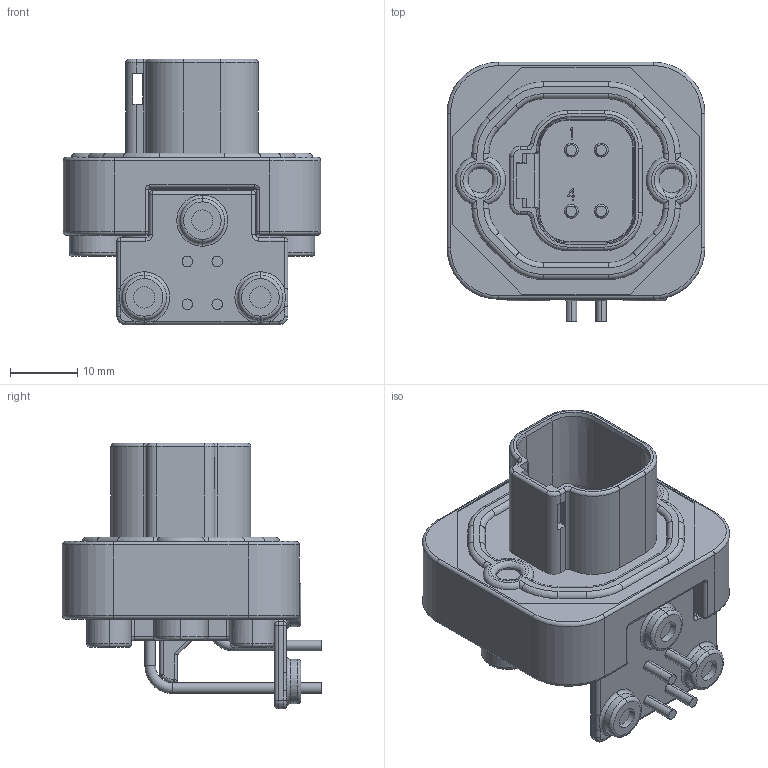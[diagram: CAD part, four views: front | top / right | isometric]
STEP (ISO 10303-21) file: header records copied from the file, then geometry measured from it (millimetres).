
FILE_DESCRIPTION((''),'2;1');
FILE_NAME('C-DT13-4P','2017-01-24T',('workeradm'),('Tyco Electronics Ltd.'),'CREO PARAMETRIC BY PTC INC, 2016050','CREO PARAMETRIC BY PTC INC, 2016050','');
FILE_SCHEMA(('AUTOMOTIVE_DESIGN { 1 0 10303 214 1 1 1 1 }'));
Length unit declared in the file: millimetre
Products named in the file (1): C-DT13-4P
Bounding box: 38.35 x 38.58 x 39.5 mm (x, y, z)
Volume: 17778.6 mm3; surface area: 8770.1 mm2
Topology: 1 solids, 1 shells, 486 faces, 1177 edges, 716 vertices
Faces by surface type: cylinder 196, plane 144, torus 98, bspline 20, cone 16, sphere 12
Entity records: 16896 total; most frequent: CARTESIAN_POINT 5162, DIRECTION 2571, ORIENTED_EDGE 2354, EDGE_CURVE 1177, AXIS2_PLACEMENT_3D 1016, VERTEX_POINT 716, CIRCLE 550, VECTOR 539
